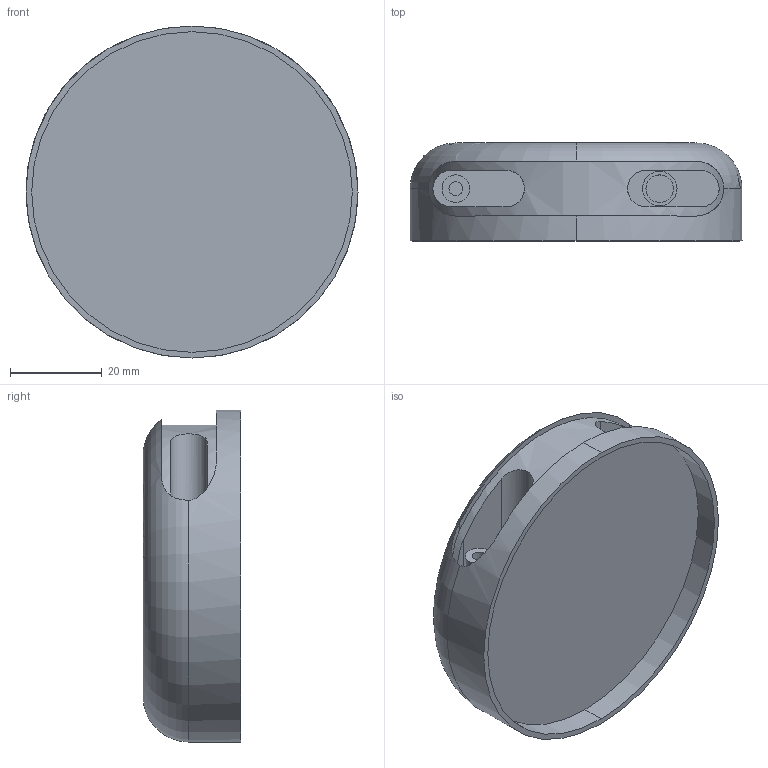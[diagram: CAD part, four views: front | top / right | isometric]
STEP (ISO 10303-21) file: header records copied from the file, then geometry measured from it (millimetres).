
FILE_DESCRIPTION (( 'STEP AP203' ), '1' );
FILE_NAME ('LIDAR_1.STEP', '2022-02-23T01:01:34', ( '' ), ( '' ), 'SwSTEP 2.0', 'SolidWorks 2021', '' );
FILE_SCHEMA (( 'CONFIG_CONTROL_DESIGN' ));
Length unit declared in the file: millimetre
Products named in the file (1): LIDAR_1
Bounding box: 72.5 x 21.4 x 72.5 mm (x, y, z)
Volume: 55330.2 mm3; surface area: 17182.3 mm2
Topology: 1 solids, 3 shells, 149 faces, 364 edges, 242 vertices
Faces by surface type: plane 94, cylinder 30, bspline 23, torus 2
Entity records: 6104 total; most frequent: CARTESIAN_POINT 2632, ORIENTED_EDGE 728, DIRECTION 619, EDGE_CURVE 364, LINE 245, VECTOR 245, VERTEX_POINT 242, AXIS2_PLACEMENT_3D 187
